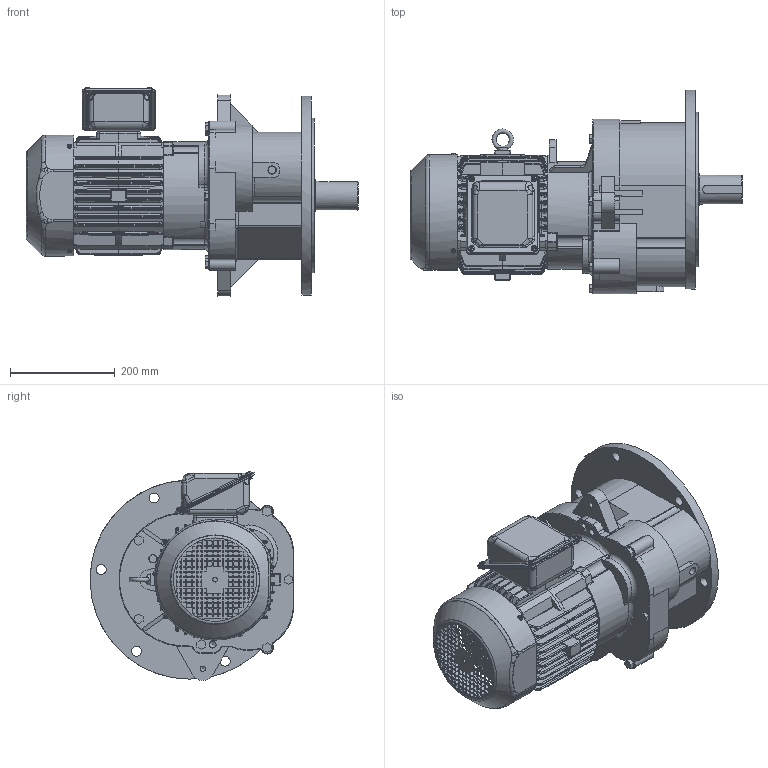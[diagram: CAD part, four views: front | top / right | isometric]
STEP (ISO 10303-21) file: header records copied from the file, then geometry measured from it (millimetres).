
FILE_DESCRIPTION (( 'STEP AP214' ), '1' );
FILE_NAME ('EK2DO07779H001_F1VM20_3.7kw_R40.stp', '2022-07-04T06:30:57', ( 'Windows 餌辨濠' ), ( '' ), 'SwSTEP 2.0', 'SolidWorks 2021', '' );
FILE_SCHEMA (( 'AUTOMOTIVE_DESIGN' ));
Length unit declared in the file: millimetre
Products named in the file (1): EK2DO07779H001_F1VM20_3.7kw_R40
Bounding box: 634 x 389.07 x 398.84 mm (x, y, z)
Volume: 23267250.4 mm3; surface area: 1377056.5 mm2
Topology: 17 solids, 28 shells, 3690 faces, 9848 edges, 6241 vertices
Faces by surface type: plane 1461, cylinder 1415, bspline 623, torus 95, cone 70, sphere 26
Full cylindrical faces by diameter (mm): 2.6 x4, 2.7 x2, 4.917 x8, 5 x7, 6 x4, 6.647 x12, 7 x12, 7.7 x1, 8 x8, 8.376 x2, 8.5 x7, 9 x4, 10 x8, 10.2 x2, 10.5 x4, 11 x7, 13 x2, 14.3 x1, 18 x1, 19 x6, 20 x1, 22 x1, 42 x1, 55 x1, 60 x1, 78 x1, 90 x1, 198 x2, 275 x1, 295 x1
Entity records: 141266 total; most frequent: CARTESIAN_POINT 53270, ORIENTED_EDGE 19154, DIRECTION 16783, EDGE_CURVE 9577, VERTEX_POINT 6160, AXIS2_PLACEMENT_3D 5952, VECTOR 4879, LINE 4879
